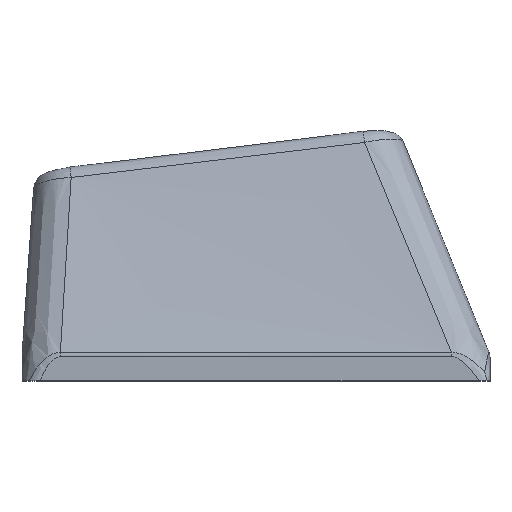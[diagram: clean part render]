
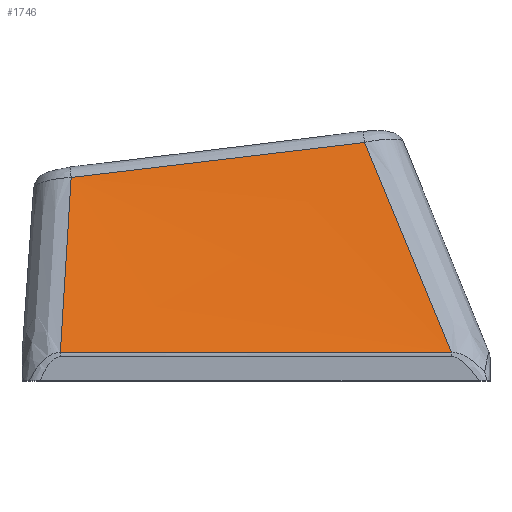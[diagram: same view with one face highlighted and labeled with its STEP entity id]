
A CAD part, top view. The second image highlights one B-rep face of the part: STEP entity #1746.
In plain terms, the highlighted free-form (B-spline) face has degree [3, 1] with [6, 2] control points.
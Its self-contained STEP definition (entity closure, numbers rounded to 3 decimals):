
#60 = FACE_OUTER_BOUND ( 'NONE', #2486, .T. ) ;
#81 = CARTESIAN_POINT ( 'NONE',  ( 0.762, 8.288, 6.5 ) ) ;
#118 = B_SPLINE_CURVE_WITH_KNOTS ( 'NONE', 3,
 ( #499, #1779, #1161, #541, #1446, #2425, #3383, #478, #3755, #1759, #2754, #4072, #826 ),
 .UNSPECIFIED., .F., .F.,
 ( 4, 3, 3, 3, 4 ),
 ( 0., 0.001, 0.004, 0.006, 0.007 ),
 .UNSPECIFIED. ) ;
#158 = CARTESIAN_POINT ( 'NONE',  ( 6.673, 2.123, 8.391 ) ) ;
#200 = CARTESIAN_POINT ( 'NONE',  ( 5.413, 5.174, 7.513 ) ) ;
#299 = CARTESIAN_POINT ( 'NONE',  ( -2.525, 0.075, 8.976 ) ) ;
#317 = CARTESIAN_POINT ( 'NONE',  ( -7.192, 0.079, 8.973 ) ) ;
#343 = B_SPLINE_SURFACE_WITH_KNOTS ( 'NONE', 3, 1, ( 
 ( #1340, #2631 ),
 ( #1999, #398 ),
 ( #3300, #1681 ),
 ( #2674, #81 ),
 ( #1361, #3968 ),
 ( #1037, #3635 ) ),
 .UNSPECIFIED., .F., .F., .F.,
 ( 4, 2, 4 ),
 ( 2, 2 ),
 ( 0., 0.5, 1. ),
 ( 0., 1. ),
 .UNSPECIFIED. ) ;
#358 = CARTESIAN_POINT ( 'NONE',  ( -7.525, 0.079, 8.973 ) ) ;
#398 = CARTESIAN_POINT ( 'NONE',  ( -6.186, 7.435, 6.5 ) ) ;
#478 = CARTESIAN_POINT ( 'NONE',  ( -7.376, 2.448, 8.162 ) ) ;
#499 = CARTESIAN_POINT ( 'NONE',  ( -7.11, 6.818, 6.672 ) ) ;
#508 = CARTESIAN_POINT ( 'NONE',  ( -7.11, 6.818, 6.672 ) ) ;
#518 = CARTESIAN_POINT ( 'NONE',  ( 4.174, 8.162, 6.65 ) ) ;
#541 = CARTESIAN_POINT ( 'NONE',  ( -7.152, 6.109, 6.913 ) ) ;
#627 = CARTESIAN_POINT ( 'NONE',  ( 7.521, 0.068, 8.981 ) ) ;
#672 = B_SPLINE_CURVE_WITH_KNOTS ( 'NONE', 3,
 ( #2742, #4060, #4083, #1471, #3743, #1517, #1126, #1149, #813, #2434, #2507, #3767, #508 ),
 .UNSPECIFIED., .F., .F.,
 ( 4, 3, 3, 3, 4 ),
 ( 0.001, 0.005, 0.007, 0.012, 0.013 ),
 .UNSPECIFIED. ) ;
#813 = CARTESIAN_POINT ( 'NONE',  ( -4.773, 7.095, 6.667 ) ) ;
#826 = CARTESIAN_POINT ( 'NONE',  ( -7.525, 0.079, 8.973 ) ) ;
#840 = EDGE_CURVE ( 'NONE', #3795, #2194, #1715, .T. ) ;
#872 = CARTESIAN_POINT ( 'NONE',  ( 4.485, 7.414, 6.867 ) ) ;
#880 = ORIENTED_EDGE ( 'NONE', *, *, #3799, .T. ) ;
#921 = CARTESIAN_POINT ( 'NONE',  ( -6.525, 0.078, 8.974 ) ) ;
#939 = CARTESIAN_POINT ( 'NONE',  ( -6.859, 0.078, 8.973 ) ) ;
#1037 = CARTESIAN_POINT ( 'NONE',  ( 9., 0., 9. ) ) ;
#1070 = EDGE_CURVE ( 'NONE', #3953, #3309, #672, .T. ) ;
#1117 = CARTESIAN_POINT ( 'NONE',  ( 7.521, 0.068, 8.981 ) ) ;
#1126 = CARTESIAN_POINT ( 'NONE',  ( -1.489, 7.486, 6.661 ) ) ;
#1138 = CARTESIAN_POINT ( 'NONE',  ( 6.35, 2.905, 8.166 ) ) ;
#1149 = CARTESIAN_POINT ( 'NONE',  ( -3.131, 7.29, 6.664 ) ) ;
#1150 = ORIENTED_EDGE ( 'NONE', *, *, #840, .T. ) ;
#1161 = CARTESIAN_POINT ( 'NONE',  ( -7.138, 6.345, 6.833 ) ) ;
#1299 = CARTESIAN_POINT ( 'NONE',  ( 5.847, 0.069, 8.98 ) ) ;
#1340 = CARTESIAN_POINT ( 'NONE',  ( -9., 0., 9. ) ) ;
#1361 = CARTESIAN_POINT ( 'NONE',  ( 6., 0., 9. ) ) ;
#1446 = CARTESIAN_POINT ( 'NONE',  ( -7.21, 5.15, 7.239 ) ) ;
#1471 = CARTESIAN_POINT ( 'NONE',  ( 0.7, 7.747, 6.657 ) ) ;
#1485 = CARTESIAN_POINT ( 'NONE',  ( 5.105, 5.917, 7.299 ) ) ;
#1517 = CARTESIAN_POINT ( 'NONE',  ( -0.759, 7.572, 6.659 ) ) ;
#1529 = CARTESIAN_POINT ( 'NONE',  ( 5.72, 4.431, 7.727 ) ) ;
#1577 = CARTESIAN_POINT ( 'NONE',  ( -0.851, 0.073, 8.977 ) ) ;
#1663 = CARTESIAN_POINT ( 'NONE',  ( 7.521, 0.068, 8.981 ) ) ;
#1681 = CARTESIAN_POINT ( 'NONE',  ( -3.87, 7.72, 6.5 ) ) ;
#1715 = B_SPLINE_CURVE_WITH_KNOTS ( 'NONE', 3,
 ( #358, #317, #939, #921, #2213, #3194, #299, #1577, #2543, #3856, #2231, #1299, #627 ),
 .UNSPECIFIED., .F., .F.,
 ( 4, 3, 3, 3, 4 ),
 ( 0., 0.001, 0.005, 0.01, 0.015 ),
 .UNSPECIFIED. ) ;
#1746 = ADVANCED_FACE ( 'NONE', ( #60 ), #343, .T. ) ;
#1759 = CARTESIAN_POINT ( 'NONE',  ( -7.475, 0.877, 8.699 ) ) ;
#1779 = CARTESIAN_POINT ( 'NONE',  ( -7.124, 6.581, 6.753 ) ) ;
#1825 = CARTESIAN_POINT ( 'NONE',  ( 4.795, 6.665, 7.083 ) ) ;
#1826 = B_SPLINE_CURVE_WITH_KNOTS ( 'NONE', 3,
 ( #1117, #2100, #3421, #3440, #158, #1138, #3805, #1529, #200, #1485, #1825, #872, #518 ),
 .UNSPECIFIED., .F., .F.,
 ( 4, 3, 3, 3, 4 ),
 ( 0., 0.002, 0.004, 0.007, 0.009 ),
 .UNSPECIFIED. ) ;
#1970 = ORIENTED_EDGE ( 'NONE', *, *, #1070, .T. ) ;
#1999 = CARTESIAN_POINT ( 'NONE',  ( -6., 0., 9. ) ) ;
#2100 = CARTESIAN_POINT ( 'NONE',  ( 7.346, 0.492, 8.859 ) ) ;
#2106 = CARTESIAN_POINT ( 'NONE',  ( -7.11, 6.818, 6.672 ) ) ;
#2194 = VERTEX_POINT ( 'NONE', #1663 ) ;
#2213 = CARTESIAN_POINT ( 'NONE',  ( -5.192, 0.077, 8.974 ) ) ;
#2231 = CARTESIAN_POINT ( 'NONE',  ( 4.172, 0.07, 8.979 ) ) ;
#2425 = CARTESIAN_POINT ( 'NONE',  ( -7.268, 4.191, 7.566 ) ) ;
#2434 = CARTESIAN_POINT ( 'NONE',  ( -6.416, 6.9, 6.671 ) ) ;
#2486 = EDGE_LOOP ( 'NONE', ( #2820, #1150, #880, #1970 ) ) ;
#2507 = CARTESIAN_POINT ( 'NONE',  ( -6.647, 6.873, 6.671 ) ) ;
#2543 = CARTESIAN_POINT ( 'NONE',  ( 0.823, 0.072, 8.978 ) ) ;
#2631 = CARTESIAN_POINT ( 'NONE',  ( -8.502, 7.151, 6.5 ) ) ;
#2674 = CARTESIAN_POINT ( 'NONE',  ( 3., 0., 9. ) ) ;
#2742 = CARTESIAN_POINT ( 'NONE',  ( 4.174, 8.162, 6.65 ) ) ;
#2754 = CARTESIAN_POINT ( 'NONE',  ( -7.492, 0.611, 8.791 ) ) ;
#2782 = CARTESIAN_POINT ( 'NONE',  ( 4.174, 8.162, 6.65 ) ) ;
#2820 = ORIENTED_EDGE ( 'NONE', *, *, #3854, .T. ) ;
#3072 = CARTESIAN_POINT ( 'NONE',  ( -7.525, 0.079, 8.973 ) ) ;
#3194 = CARTESIAN_POINT ( 'NONE',  ( -3.859, 0.076, 8.975 ) ) ;
#3300 = CARTESIAN_POINT ( 'NONE',  ( -3., 0., 9. ) ) ;
#3309 = VERTEX_POINT ( 'NONE', #2106 ) ;
#3383 = CARTESIAN_POINT ( 'NONE',  ( -7.328, 3.233, 7.893 ) ) ;
#3421 = CARTESIAN_POINT ( 'NONE',  ( 7.171, 0.916, 8.737 ) ) ;
#3440 = CARTESIAN_POINT ( 'NONE',  ( 6.996, 1.34, 8.615 ) ) ;
#3635 = CARTESIAN_POINT ( 'NONE',  ( 5.394, 8.857, 6.5 ) ) ;
#3743 = CARTESIAN_POINT ( 'NONE',  ( -0.03, 7.659, 6.658 ) ) ;
#3755 = CARTESIAN_POINT ( 'NONE',  ( -7.425, 1.662, 8.43 ) ) ;
#3767 = CARTESIAN_POINT ( 'NONE',  ( -6.878, 6.845, 6.672 ) ) ;
#3795 = VERTEX_POINT ( 'NONE', #3072 ) ;
#3799 = EDGE_CURVE ( 'NONE', #2194, #3953, #1826, .T. ) ;
#3805 = CARTESIAN_POINT ( 'NONE',  ( 6.027, 3.687, 7.941 ) ) ;
#3854 = EDGE_CURVE ( 'NONE', #3309, #3795, #118, .T. ) ;
#3856 = CARTESIAN_POINT ( 'NONE',  ( 2.498, 0.071, 8.978 ) ) ;
#3953 = VERTEX_POINT ( 'NONE', #2782 ) ;
#3968 = CARTESIAN_POINT ( 'NONE',  ( 3.078, 8.573, 6.5 ) ) ;
#4060 = CARTESIAN_POINT ( 'NONE',  ( 3.016, 8.023, 6.652 ) ) ;
#4072 = CARTESIAN_POINT ( 'NONE',  ( -7.508, 0.345, 8.882 ) ) ;
#4083 = CARTESIAN_POINT ( 'NONE',  ( 1.858, 7.885, 6.654 ) ) ;
